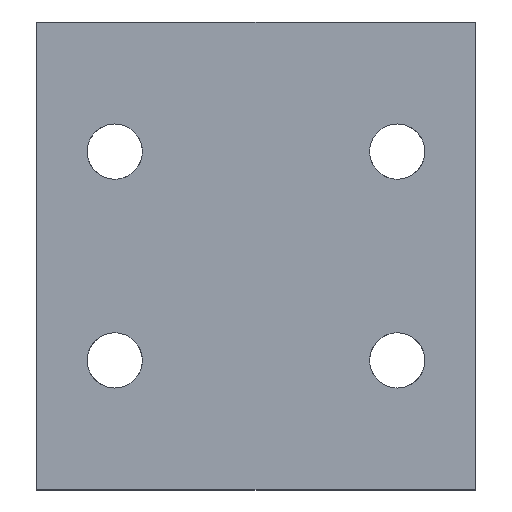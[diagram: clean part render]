
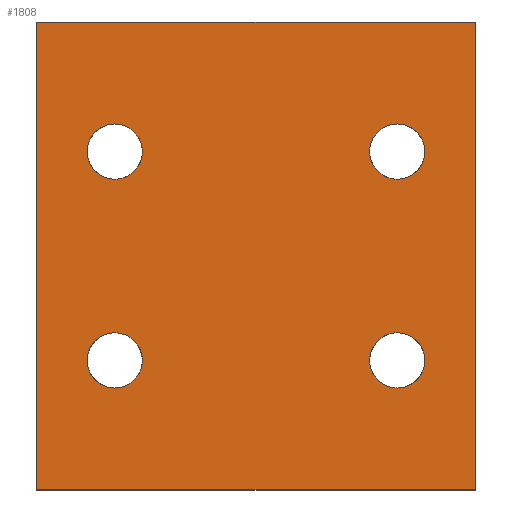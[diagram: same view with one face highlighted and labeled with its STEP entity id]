
A CAD part, front view. The second image highlights one B-rep face of the part: STEP entity #1808.
In plain terms, the highlighted planar face has unit normal (0, -1, 0).
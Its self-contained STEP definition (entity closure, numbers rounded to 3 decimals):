
#36 = FACE_BOUND ( 'NONE', #2121, .T. ) ;
#86 = VECTOR ( 'NONE', #238, 1000. ) ;
#91 = AXIS2_PLACEMENT_3D ( 'NONE', #502, #1859, #341 ) ;
#94 = CIRCLE ( 'NONE', #1792, 4.5 ) ;
#125 = VERTEX_POINT ( 'NONE', #185 ) ;
#167 = EDGE_CURVE ( 'NONE', #1501, #1352, #929, .T. ) ;
#182 = FACE_OUTER_BOUND ( 'NONE', #1835, .T. ) ;
#185 = CARTESIAN_POINT ( 'NONE',  ( -6.618, -12.06, 25.148 ) ) ;
#220 = ORIENTED_EDGE ( 'NONE', *, *, #553, .F. ) ;
#225 = CIRCLE ( 'NONE', #368, 4.5 ) ;
#234 = ORIENTED_EDGE ( 'NONE', *, *, #436, .F. ) ;
#238 = DIRECTION ( 'NONE',  ( 0., 0., -1. ) ) ;
#250 = EDGE_CURVE ( 'NONE', #1972, #1397, #2082, .T. ) ;
#264 = VECTOR ( 'NONE', #383, 1000. ) ;
#271 = VERTEX_POINT ( 'NONE', #1198 ) ;
#282 = VECTOR ( 'NONE', #811, 1000. ) ;
#330 = EDGE_LOOP ( 'NONE', ( #1106, #686 ) ) ;
#341 = DIRECTION ( 'NONE',  ( 0., 0., -1. ) ) ;
#350 = ORIENTED_EDGE ( 'NONE', *, *, #639, .T. ) ;
#368 = AXIS2_PLACEMENT_3D ( 'NONE', #1717, #1402, #1909 ) ;
#383 = DIRECTION ( 'NONE',  ( -1., 0., 0. ) ) ;
#393 = CARTESIAN_POINT ( 'NONE',  ( 39.382, -12.06, 20.648 ) ) ;
#395 = EDGE_LOOP ( 'NONE', ( #621, #2149 ) ) ;
#396 = CARTESIAN_POINT ( 'NONE',  ( 52.071, -12.06, 75.748 ) ) ;
#397 = DIRECTION ( 'NONE',  ( 0., 0., -1. ) ) ;
#424 = DIRECTION ( 'NONE',  ( 0., 0., -1. ) ) ;
#436 = EDGE_CURVE ( 'NONE', #271, #1938, #1963, .T. ) ;
#478 = AXIS2_PLACEMENT_3D ( 'NONE', #1680, #1476, #1184 ) ;
#502 = CARTESIAN_POINT ( 'NONE',  ( -6.618, -12.06, 20.648 ) ) ;
#530 = FACE_BOUND ( 'NONE', #774, .T. ) ;
#538 = EDGE_CURVE ( 'NONE', #1397, #1790, #882, .T. ) ;
#553 = EDGE_CURVE ( 'NONE', #1938, #271, #714, .T. ) ;
#576 = DIRECTION ( 'NONE',  ( 0., -1., 0. ) ) ;
#588 = LINE ( 'NONE', #1942, #1253 ) ;
#591 = CARTESIAN_POINT ( 'NONE',  ( -6.618, -12.06, 20.648 ) ) ;
#602 = ORIENTED_EDGE ( 'NONE', *, *, #167, .F. ) ;
#621 = ORIENTED_EDGE ( 'NONE', *, *, #1424, .F. ) ;
#628 = VERTEX_POINT ( 'NONE', #738 ) ;
#637 = CARTESIAN_POINT ( 'NONE',  ( -6.618, -12.06, 50.148 ) ) ;
#639 = EDGE_CURVE ( 'NONE', #881, #1790, #588, .T. ) ;
#664 = EDGE_CURVE ( 'NONE', #1352, #1501, #862, .T. ) ;
#673 = FACE_BOUND ( 'NONE', #395, .T. ) ;
#686 = ORIENTED_EDGE ( 'NONE', *, *, #717, .F. ) ;
#705 = DIRECTION ( 'NONE',  ( 0., 0., 1. ) ) ;
#714 = CIRCLE ( 'NONE', #1004, 4.5 ) ;
#717 = EDGE_CURVE ( 'NONE', #125, #1734, #1394, .T. ) ;
#723 = CARTESIAN_POINT ( 'NONE',  ( 52.071, -12.06, 75.748 ) ) ;
#724 = DIRECTION ( 'NONE',  ( 0., 0., -1. ) ) ;
#738 = CARTESIAN_POINT ( 'NONE',  ( 39.382, -12.06, 59.148 ) ) ;
#750 = ORIENTED_EDGE ( 'NONE', *, *, #538, .F. ) ;
#774 = EDGE_LOOP ( 'NONE', ( #1955, #602 ) ) ;
#811 = DIRECTION ( 'NONE',  ( -1., 0., 0. ) ) ;
#821 = ORIENTED_EDGE ( 'NONE', *, *, #2192, .T. ) ;
#854 = CARTESIAN_POINT ( 'NONE',  ( 52.071, -12.06, 75.748 ) ) ;
#862 = CIRCLE ( 'NONE', #1718, 4.5 ) ;
#881 = VERTEX_POINT ( 'NONE', #2166 ) ;
#882 = LINE ( 'NONE', #1228, #264 ) ;
#883 = CARTESIAN_POINT ( 'NONE',  ( -19.303, -12.06, -0.452 ) ) ;
#929 = CIRCLE ( 'NONE', #1425, 4.5 ) ;
#948 = EDGE_CURVE ( 'NONE', #628, #1846, #94, .T. ) ;
#984 = CIRCLE ( 'NONE', #1944, 4.5 ) ;
#989 = DIRECTION ( 'NONE',  ( 0., -1., 0. ) ) ;
#1004 = AXIS2_PLACEMENT_3D ( 'NONE', #393, #1048, #1710 ) ;
#1011 = PLANE ( 'NONE',  #1136 ) ;
#1048 = DIRECTION ( 'NONE',  ( 0., -1., 0. ) ) ;
#1106 = ORIENTED_EDGE ( 'NONE', *, *, #2168, .F. ) ;
#1136 = AXIS2_PLACEMENT_3D ( 'NONE', #854, #1885, #705 ) ;
#1184 = DIRECTION ( 'NONE',  ( 0., 0., -1. ) ) ;
#1198 = CARTESIAN_POINT ( 'NONE',  ( 39.382, -12.06, 16.148 ) ) ;
#1228 = CARTESIAN_POINT ( 'NONE',  ( 52.071, -12.06, -0.452 ) ) ;
#1253 = VECTOR ( 'NONE', #424, 1000. ) ;
#1256 = DIRECTION ( 'NONE',  ( 0., -1., 0. ) ) ;
#1320 = CARTESIAN_POINT ( 'NONE',  ( -6.618, -12.06, 54.648 ) ) ;
#1322 = CARTESIAN_POINT ( 'NONE',  ( 39.382, -12.06, 25.148 ) ) ;
#1348 = ORIENTED_EDGE ( 'NONE', *, *, #250, .F. ) ;
#1352 = VERTEX_POINT ( 'NONE', #637 ) ;
#1394 = CIRCLE ( 'NONE', #91, 4.5 ) ;
#1397 = VERTEX_POINT ( 'NONE', #1573 ) ;
#1402 = DIRECTION ( 'NONE',  ( 0., -1., 0. ) ) ;
#1424 = EDGE_CURVE ( 'NONE', #1846, #628, #225, .T. ) ;
#1425 = AXIS2_PLACEMENT_3D ( 'NONE', #1320, #989, #2051 ) ;
#1476 = DIRECTION ( 'NONE',  ( 0., -1., 0. ) ) ;
#1489 = DIRECTION ( 'NONE',  ( 0., 0., -1. ) ) ;
#1501 = VERTEX_POINT ( 'NONE', #2124 ) ;
#1524 = CARTESIAN_POINT ( 'NONE',  ( 39.382, -12.06, 50.148 ) ) ;
#1573 = CARTESIAN_POINT ( 'NONE',  ( 52.071, -12.06, -0.452 ) ) ;
#1680 = CARTESIAN_POINT ( 'NONE',  ( 39.382, -12.06, 20.648 ) ) ;
#1709 = LINE ( 'NONE', #2161, #282 ) ;
#1710 = DIRECTION ( 'NONE',  ( 0., 0., -1. ) ) ;
#1712 = CARTESIAN_POINT ( 'NONE',  ( -6.618, -12.06, 16.148 ) ) ;
#1717 = CARTESIAN_POINT ( 'NONE',  ( 39.382, -12.06, 54.648 ) ) ;
#1718 = AXIS2_PLACEMENT_3D ( 'NONE', #2014, #2025, #1489 ) ;
#1721 = FACE_BOUND ( 'NONE', #330, .T. ) ;
#1734 = VERTEX_POINT ( 'NONE', #1712 ) ;
#1790 = VERTEX_POINT ( 'NONE', #883 ) ;
#1792 = AXIS2_PLACEMENT_3D ( 'NONE', #2075, #576, #724 ) ;
#1808 = ADVANCED_FACE ( 'NONE', ( #673, #530, #1721, #36, #182 ), #1011, .F. ) ;
#1835 = EDGE_LOOP ( 'NONE', ( #350, #750, #1348, #821 ) ) ;
#1846 = VERTEX_POINT ( 'NONE', #1524 ) ;
#1859 = DIRECTION ( 'NONE',  ( 0., -1., 0. ) ) ;
#1885 = DIRECTION ( 'NONE',  ( 0., 1., 0. ) ) ;
#1909 = DIRECTION ( 'NONE',  ( 0., 0., -1. ) ) ;
#1938 = VERTEX_POINT ( 'NONE', #1322 ) ;
#1942 = CARTESIAN_POINT ( 'NONE',  ( -19.303, -12.06, 75.748 ) ) ;
#1944 = AXIS2_PLACEMENT_3D ( 'NONE', #591, #1256, #397 ) ;
#1955 = ORIENTED_EDGE ( 'NONE', *, *, #664, .F. ) ;
#1963 = CIRCLE ( 'NONE', #478, 4.5 ) ;
#1972 = VERTEX_POINT ( 'NONE', #723 ) ;
#2014 = CARTESIAN_POINT ( 'NONE',  ( -6.618, -12.06, 54.648 ) ) ;
#2025 = DIRECTION ( 'NONE',  ( 0., -1., 0. ) ) ;
#2051 = DIRECTION ( 'NONE',  ( 0., 0., -1. ) ) ;
#2075 = CARTESIAN_POINT ( 'NONE',  ( 39.382, -12.06, 54.648 ) ) ;
#2082 = LINE ( 'NONE', #396, #86 ) ;
#2121 = EDGE_LOOP ( 'NONE', ( #234, #220 ) ) ;
#2124 = CARTESIAN_POINT ( 'NONE',  ( -6.618, -12.06, 59.148 ) ) ;
#2149 = ORIENTED_EDGE ( 'NONE', *, *, #948, .F. ) ;
#2161 = CARTESIAN_POINT ( 'NONE',  ( 52.071, -12.06, 75.748 ) ) ;
#2166 = CARTESIAN_POINT ( 'NONE',  ( -19.303, -12.06, 75.748 ) ) ;
#2168 = EDGE_CURVE ( 'NONE', #1734, #125, #984, .T. ) ;
#2192 = EDGE_CURVE ( 'NONE', #1972, #881, #1709, .T. ) ;
